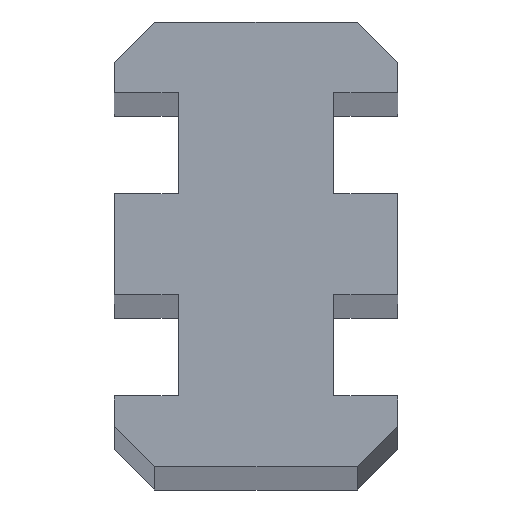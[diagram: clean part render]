
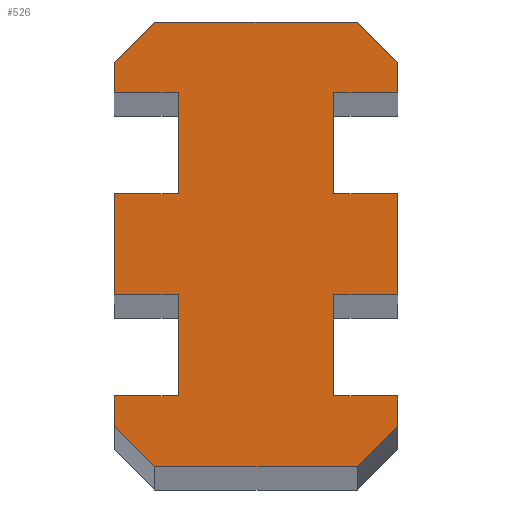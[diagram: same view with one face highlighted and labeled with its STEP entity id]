
A CAD part, top view. The second image highlights one B-rep face of the part: STEP entity #526.
In plain terms, the highlighted planar face has unit normal (0, 0, 1).
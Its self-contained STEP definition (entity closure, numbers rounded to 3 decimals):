
#40=FACE_OUTER_BOUND('',#66,.T.);
#66=EDGE_LOOP('',(#451,#452,#453,#454,#455,#456,#457,#458,#459,#460,#461,
#462,#463,#464,#465,#466,#467,#468,#469,#470,#471,#472,#473,#474));
#67=LINE('',#706,#139);
#71=LINE('',#714,#143);
#74=LINE('',#720,#146);
#77=LINE('',#726,#149);
#80=LINE('',#732,#152);
#83=LINE('',#738,#155);
#86=LINE('',#744,#158);
#89=LINE('',#750,#161);
#92=LINE('',#756,#164);
#95=LINE('',#762,#167);
#98=LINE('',#768,#170);
#101=LINE('',#774,#173);
#104=LINE('',#780,#176);
#107=LINE('',#786,#179);
#110=LINE('',#792,#182);
#113=LINE('',#798,#185);
#116=LINE('',#804,#188);
#119=LINE('',#810,#191);
#122=LINE('',#816,#194);
#125=LINE('',#822,#197);
#128=LINE('',#828,#200);
#131=LINE('',#834,#203);
#134=LINE('',#840,#206);
#137=LINE('',#845,#209);
#139=VECTOR('',#580,10.);
#143=VECTOR('',#586,10.);
#146=VECTOR('',#591,10.);
#149=VECTOR('',#596,10.);
#152=VECTOR('',#601,10.);
#155=VECTOR('',#606,10.);
#158=VECTOR('',#611,10.);
#161=VECTOR('',#616,10.);
#164=VECTOR('',#621,10.);
#167=VECTOR('',#626,10.);
#170=VECTOR('',#631,10.);
#173=VECTOR('',#636,10.);
#176=VECTOR('',#641,10.);
#179=VECTOR('',#646,10.);
#182=VECTOR('',#651,10.);
#185=VECTOR('',#656,10.);
#188=VECTOR('',#661,10.);
#191=VECTOR('',#666,10.);
#194=VECTOR('',#671,10.);
#197=VECTOR('',#676,10.);
#200=VECTOR('',#681,10.);
#203=VECTOR('',#686,10.);
#206=VECTOR('',#691,10.);
#209=VECTOR('',#696,10.);
#211=VERTEX_POINT('',#704);
#212=VERTEX_POINT('',#705);
#215=VERTEX_POINT('',#713);
#217=VERTEX_POINT('',#719);
#219=VERTEX_POINT('',#725);
#221=VERTEX_POINT('',#731);
#223=VERTEX_POINT('',#737);
#225=VERTEX_POINT('',#743);
#227=VERTEX_POINT('',#749);
#229=VERTEX_POINT('',#755);
#231=VERTEX_POINT('',#761);
#233=VERTEX_POINT('',#767);
#235=VERTEX_POINT('',#773);
#237=VERTEX_POINT('',#779);
#239=VERTEX_POINT('',#785);
#241=VERTEX_POINT('',#791);
#243=VERTEX_POINT('',#797);
#245=VERTEX_POINT('',#803);
#247=VERTEX_POINT('',#809);
#249=VERTEX_POINT('',#815);
#251=VERTEX_POINT('',#821);
#253=VERTEX_POINT('',#827);
#255=VERTEX_POINT('',#833);
#257=VERTEX_POINT('',#839);
#259=EDGE_CURVE('',#211,#212,#67,.T.);
#263=EDGE_CURVE('',#212,#215,#71,.T.);
#266=EDGE_CURVE('',#215,#217,#74,.T.);
#269=EDGE_CURVE('',#217,#219,#77,.T.);
#272=EDGE_CURVE('',#219,#221,#80,.T.);
#275=EDGE_CURVE('',#221,#223,#83,.T.);
#278=EDGE_CURVE('',#223,#225,#86,.T.);
#281=EDGE_CURVE('',#225,#227,#89,.T.);
#284=EDGE_CURVE('',#227,#229,#92,.T.);
#287=EDGE_CURVE('',#229,#231,#95,.T.);
#290=EDGE_CURVE('',#231,#233,#98,.T.);
#293=EDGE_CURVE('',#233,#235,#101,.T.);
#296=EDGE_CURVE('',#235,#237,#104,.T.);
#299=EDGE_CURVE('',#237,#239,#107,.T.);
#302=EDGE_CURVE('',#239,#241,#110,.T.);
#305=EDGE_CURVE('',#241,#243,#113,.T.);
#308=EDGE_CURVE('',#243,#245,#116,.T.);
#311=EDGE_CURVE('',#245,#247,#119,.T.);
#314=EDGE_CURVE('',#247,#249,#122,.T.);
#317=EDGE_CURVE('',#249,#251,#125,.T.);
#320=EDGE_CURVE('',#251,#253,#128,.T.);
#323=EDGE_CURVE('',#253,#255,#131,.T.);
#326=EDGE_CURVE('',#255,#257,#134,.T.);
#329=EDGE_CURVE('',#257,#211,#137,.T.);
#451=ORIENTED_EDGE('',*,*,#259,.F.);
#452=ORIENTED_EDGE('',*,*,#329,.F.);
#453=ORIENTED_EDGE('',*,*,#326,.F.);
#454=ORIENTED_EDGE('',*,*,#323,.F.);
#455=ORIENTED_EDGE('',*,*,#320,.F.);
#456=ORIENTED_EDGE('',*,*,#317,.F.);
#457=ORIENTED_EDGE('',*,*,#314,.F.);
#458=ORIENTED_EDGE('',*,*,#311,.F.);
#459=ORIENTED_EDGE('',*,*,#308,.F.);
#460=ORIENTED_EDGE('',*,*,#305,.F.);
#461=ORIENTED_EDGE('',*,*,#302,.F.);
#462=ORIENTED_EDGE('',*,*,#299,.F.);
#463=ORIENTED_EDGE('',*,*,#296,.F.);
#464=ORIENTED_EDGE('',*,*,#293,.F.);
#465=ORIENTED_EDGE('',*,*,#290,.F.);
#466=ORIENTED_EDGE('',*,*,#287,.F.);
#467=ORIENTED_EDGE('',*,*,#284,.F.);
#468=ORIENTED_EDGE('',*,*,#281,.F.);
#469=ORIENTED_EDGE('',*,*,#278,.F.);
#470=ORIENTED_EDGE('',*,*,#275,.F.);
#471=ORIENTED_EDGE('',*,*,#272,.F.);
#472=ORIENTED_EDGE('',*,*,#269,.F.);
#473=ORIENTED_EDGE('',*,*,#266,.F.);
#474=ORIENTED_EDGE('',*,*,#263,.F.);
#500=PLANE('',#575);
#526=ADVANCED_FACE('',(#40),#500,.T.);
#575=AXIS2_PLACEMENT_3D('',#848,#700,#701);
#580=DIRECTION('',(0.707,-0.707,0.));
#586=DIRECTION('',(0.,-1.,0.));
#591=DIRECTION('',(-1.,0.,0.));
#596=DIRECTION('',(0.,-1.,0.));
#601=DIRECTION('',(1.,0.,0.));
#606=DIRECTION('',(0.,-1.,0.));
#611=DIRECTION('',(-1.,0.,0.));
#616=DIRECTION('',(0.,-1.,0.));
#621=DIRECTION('',(1.,0.,0.));
#626=DIRECTION('',(0.,-1.,0.));
#631=DIRECTION('',(-0.707,-0.707,0.));
#636=DIRECTION('',(-1.,0.,0.));
#641=DIRECTION('',(-0.707,0.707,0.));
#646=DIRECTION('',(0.,1.,0.));
#651=DIRECTION('',(1.,0.,0.));
#656=DIRECTION('',(0.,1.,0.));
#661=DIRECTION('',(-1.,0.,0.));
#666=DIRECTION('',(0.,1.,0.));
#671=DIRECTION('',(1.,0.,0.));
#676=DIRECTION('',(0.,1.,0.));
#681=DIRECTION('',(-1.,0.,0.));
#686=DIRECTION('',(0.,1.,0.));
#691=DIRECTION('',(0.707,0.707,0.));
#696=DIRECTION('',(1.,0.,0.));
#700=DIRECTION('center_axis',(0.,0.,1.));
#701=DIRECTION('ref_axis',(1.,0.,0.));
#704=CARTESIAN_POINT('',(5.,11.,660.));
#705=CARTESIAN_POINT('',(7.,9.,660.));
#706=CARTESIAN_POINT('',(7.,9.,660.));
#713=CARTESIAN_POINT('',(7.,7.5,660.));
#714=CARTESIAN_POINT('',(7.,7.5,660.));
#719=CARTESIAN_POINT('',(3.85,7.5,660.));
#720=CARTESIAN_POINT('',(3.85,7.5,660.));
#725=CARTESIAN_POINT('',(3.85,2.5,660.));
#726=CARTESIAN_POINT('',(3.85,2.5,660.));
#731=CARTESIAN_POINT('',(7.,2.5,660.));
#732=CARTESIAN_POINT('',(7.,2.5,660.));
#737=CARTESIAN_POINT('',(7.,-2.5,660.));
#738=CARTESIAN_POINT('',(7.,-2.5,660.));
#743=CARTESIAN_POINT('',(3.85,-2.5,660.));
#744=CARTESIAN_POINT('',(3.85,-2.5,660.));
#749=CARTESIAN_POINT('',(3.85,-7.5,660.));
#750=CARTESIAN_POINT('',(3.85,-7.5,660.));
#755=CARTESIAN_POINT('',(7.,-7.5,660.));
#756=CARTESIAN_POINT('',(7.,-7.5,660.));
#761=CARTESIAN_POINT('',(7.,-9.,660.));
#762=CARTESIAN_POINT('',(7.,-9.,660.));
#767=CARTESIAN_POINT('',(5.,-11.,660.));
#768=CARTESIAN_POINT('',(5.,-11.,660.));
#773=CARTESIAN_POINT('',(-5.,-11.,660.));
#774=CARTESIAN_POINT('',(-5.,-11.,660.));
#779=CARTESIAN_POINT('',(-7.,-9.,660.));
#780=CARTESIAN_POINT('',(-7.,-9.,660.));
#785=CARTESIAN_POINT('',(-7.,-7.5,660.));
#786=CARTESIAN_POINT('',(-7.,-7.5,660.));
#791=CARTESIAN_POINT('',(-3.85,-7.5,660.));
#792=CARTESIAN_POINT('',(-3.85,-7.5,660.));
#797=CARTESIAN_POINT('',(-3.85,-2.5,660.));
#798=CARTESIAN_POINT('',(-3.85,-2.5,660.));
#803=CARTESIAN_POINT('',(-7.,-2.5,660.));
#804=CARTESIAN_POINT('',(-7.,-2.5,660.));
#809=CARTESIAN_POINT('',(-7.,2.5,660.));
#810=CARTESIAN_POINT('',(-7.,2.5,660.));
#815=CARTESIAN_POINT('',(-3.85,2.5,660.));
#816=CARTESIAN_POINT('',(-3.85,2.5,660.));
#821=CARTESIAN_POINT('',(-3.85,7.5,660.));
#822=CARTESIAN_POINT('',(-3.85,7.5,660.));
#827=CARTESIAN_POINT('',(-7.,7.5,660.));
#828=CARTESIAN_POINT('',(-7.,7.5,660.));
#833=CARTESIAN_POINT('',(-7.,9.,660.));
#834=CARTESIAN_POINT('',(-7.,9.,660.));
#839=CARTESIAN_POINT('',(-5.,11.,660.));
#840=CARTESIAN_POINT('',(-5.,11.,660.));
#845=CARTESIAN_POINT('',(5.,11.,660.));
#848=CARTESIAN_POINT('Origin',(0.,0.,
660.));
